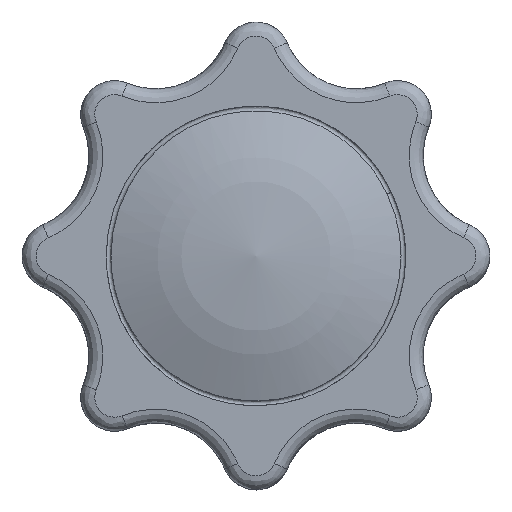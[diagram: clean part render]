
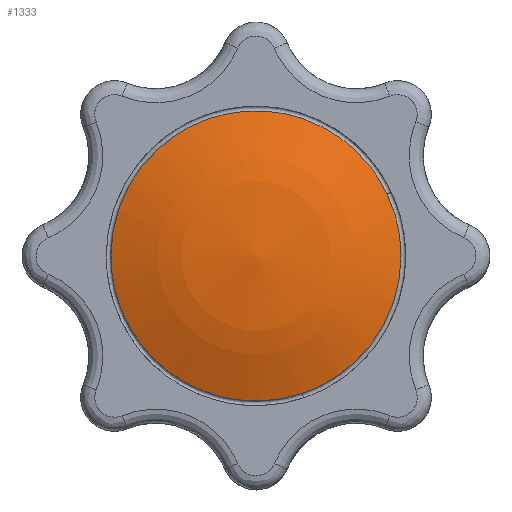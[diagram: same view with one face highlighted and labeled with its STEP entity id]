
A CAD part, top view. The second image highlights one B-rep face of the part: STEP entity #1333.
In plain terms, the highlighted free-form (B-spline) face has degree [2, 2] with [4, 4] control points.
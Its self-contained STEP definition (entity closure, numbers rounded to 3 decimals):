
#1090=CARTESIAN_POINT('',(4.936,-14.693,13.));
#1091=VERTEX_POINT('',#1090);
#1092=CARTESIAN_POINT('',(-15.5,0.0,13.0));
#1093=VERTEX_POINT('',#1092);
#1094=CARTESIAN_POINT('',(4.936,-14.693,13.));
#1095=CARTESIAN_POINT('',(2.534,-15.5,13.));
#1096=CARTESIAN_POINT('',(0.0,-15.5,13.0));
#1097=CARTESIAN_POINT('',(-15.5,-15.5,13.));
#1098=CARTESIAN_POINT('',(-15.5,0.0,13.0));
#1106=(BOUNDED_CURVE()B_SPLINE_CURVE(2,(#1094,#1095,#1096,#1097,#1098),.UNSPECIFIED.,.F.,.U.)B_SPLINE_CURVE_WITH_KNOTS((3,2,3),(0.696,0.75,1.0),.UNSPECIFIED.)CURVE()GEOMETRIC_REPRESENTATION_ITEM()RATIONAL_B_SPLINE_CURVE((0.901,0.937,1.0,0.707,1.0))REPRESENTATION_ITEM(''));
#1107=EDGE_CURVE('',#1091,#1093,#1106,.T.);
#1109=CARTESIAN_POINT('',(14.025,6.6,13.));
#1110=VERTEX_POINT('',#1109);
#1111=CARTESIAN_POINT('',(-15.5,0.0,13.0));
#1112=CARTESIAN_POINT('',(-15.5,15.5,13.));
#1113=CARTESIAN_POINT('',(0.0,15.5,13.0));
#1114=CARTESIAN_POINT('',(9.837,15.5,13.0));
#1115=CARTESIAN_POINT('',(14.025,6.6,13.));
#1123=(BOUNDED_CURVE()B_SPLINE_CURVE(2,(#1111,#1112,#1113,#1114,#1115),.UNSPECIFIED.,.F.,.U.)B_SPLINE_CURVE_WITH_KNOTS((3,2,3),(0.0,0.25,0.428),.UNSPECIFIED.)CURVE()GEOMETRIC_REPRESENTATION_ITEM()RATIONAL_B_SPLINE_CURVE((1.0,0.707,1.0,0.792,0.88))REPRESENTATION_ITEM(''));
#1124=EDGE_CURVE('',#1093,#1110,#1123,.T.);
#1242=CARTESIAN_POINT('',(15.5,0.0,13.0));
#1243=VERTEX_POINT('',#1242);
#1244=CARTESIAN_POINT('',(15.5,0.0,13.0));
#1245=CARTESIAN_POINT('',(15.5,-11.144,13.));
#1246=CARTESIAN_POINT('',(4.936,-14.693,13.));
#1254=(BOUNDED_CURVE()B_SPLINE_CURVE(2,(#1244,#1245,#1246),.UNSPECIFIED.,.F.,.U.)B_SPLINE_CURVE_WITH_KNOTS((3,3),(0.5,0.696),.UNSPECIFIED.)CURVE()GEOMETRIC_REPRESENTATION_ITEM()RATIONAL_B_SPLINE_CURVE((1.0,0.771,0.901))REPRESENTATION_ITEM(''));
#1255=EDGE_CURVE('',#1243,#1091,#1254,.T.);
#1287=CARTESIAN_POINT('',(14.025,6.6,13.));
#1288=CARTESIAN_POINT('',(15.5,3.465,13.));
#1289=CARTESIAN_POINT('',(15.5,0.0,13.0));
#1297=(BOUNDED_CURVE()B_SPLINE_CURVE(2,(#1287,#1288,#1289),.UNSPECIFIED.,.F.,.U.)B_SPLINE_CURVE_WITH_KNOTS((3,3),(0.428,0.5),.UNSPECIFIED.)CURVE()GEOMETRIC_REPRESENTATION_ITEM()RATIONAL_B_SPLINE_CURVE((0.88,0.915,1.0))REPRESENTATION_ITEM(''));
#1298=EDGE_CURVE('',#1110,#1243,#1297,.T.);
#1303=CARTESIAN_POINT('',(-16.218,-16.217,9.095));
#1304=CARTESIAN_POINT('',(-8.468,-16.919,12.395));
#1305=CARTESIAN_POINT('',(8.454,-16.919,12.402));
#1306=CARTESIAN_POINT('',(16.22,-16.214,9.096));
#1307=CARTESIAN_POINT('',(-16.92,-8.47,12.393));
#1308=CARTESIAN_POINT('',(-8.851,-8.854,15.992));
#1309=CARTESIAN_POINT('',(8.836,-8.854,15.999));
#1310=CARTESIAN_POINT('',(16.92,-8.468,12.393));
#1311=CARTESIAN_POINT('',(-16.92,8.445,12.403));
#1312=CARTESIAN_POINT('',(-8.851,8.826,16.001));
#1313=CARTESIAN_POINT('',(8.836,8.826,16.008));
#1314=CARTESIAN_POINT('',(16.92,8.444,12.403));
#1315=CARTESIAN_POINT('',(-16.216,16.208,9.1));
#1316=CARTESIAN_POINT('',(-8.467,16.908,12.4));
#1317=CARTESIAN_POINT('',(8.453,16.908,12.407));
#1318=CARTESIAN_POINT('',(16.217,16.205,9.101));
#1326=(BOUNDED_SURFACE()B_SPLINE_SURFACE(2,2,((#1303,#1307,#1311,#1315),(#1304,#1308,#1312,#1316),(#1305,#1309,#1313,#1317),(#1306,#1310,#1314,#1318)),.UNSPECIFIED.,.F.,.F.,.U.)B_SPLINE_SURFACE_WITH_KNOTS((3,1,3),(3,1,3),(0.0,17.279,34.592),(0.0,17.272,34.578),.UNSPECIFIED.)GEOMETRIC_REPRESENTATION_ITEM()RATIONAL_B_SPLINE_SURFACE(((1.09,1.045,1.045,1.091),(1.045,1.0,1.0,1.045),(1.045,1.0,1.0,1.045),(1.091,1.045,1.045,1.091)))REPRESENTATION_ITEM('')SURFACE());
#1327=ORIENTED_EDGE('',*,*,#1107,.F.);
#1328=ORIENTED_EDGE('',*,*,#1255,.F.);
#1329=ORIENTED_EDGE('',*,*,#1298,.F.);
#1330=ORIENTED_EDGE('',*,*,#1124,.F.);
#1331=EDGE_LOOP('',(#1327,#1328,#1329,#1330));
#1332=FACE_OUTER_BOUND('',#1331,.T.);
#1333=ADVANCED_FACE('',(#1332),#1326,.T.);
